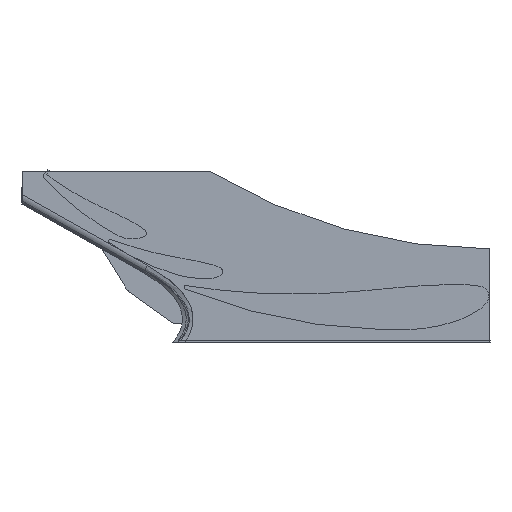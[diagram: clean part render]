
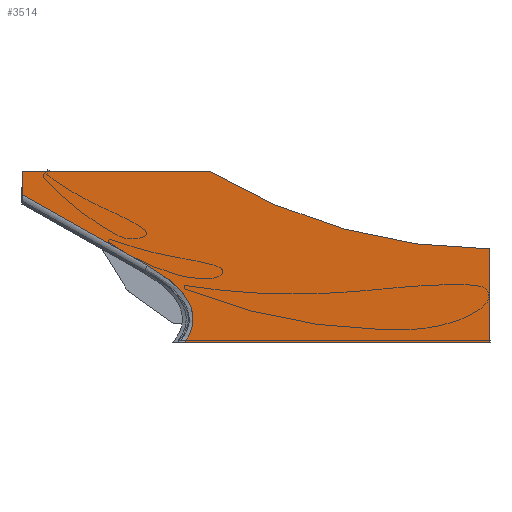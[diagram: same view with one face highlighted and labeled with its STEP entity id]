
A CAD part, front view. The second image highlights one B-rep face of the part: STEP entity #3514.
In plain terms, the highlighted face is planar.
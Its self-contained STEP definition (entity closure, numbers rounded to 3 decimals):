
#67=B_SPLINE_CURVE_WITH_KNOTS('',3,(#6545,#6546,#6547,#6548,#6549,#6550,
#6551,#6552,#6553,#6554,#6555,#6556,#6557),.UNSPECIFIED.,.F.,.F.,(4,1,1,
1,1,1,1,1,1,1,4),(-11.898,-10.318,-8.739,
-7.159,-5.579,-4.789,-3.999,
-3.209,-2.419,-1.629,-1.327),
 .UNSPECIFIED.);
#445=LINE('',#6302,#716);
#463=LINE('',#6578,#734);
#465=LINE('',#6582,#736);
#469=LINE('',#6594,#740);
#470=LINE('',#6596,#741);
#716=VECTOR('',#5071,10.);
#734=VECTOR('',#5111,10.);
#736=VECTOR('',#5115,10.);
#740=VECTOR('',#5123,10.);
#741=VECTOR('',#5126,10.);
#1034=FACE_OUTER_BOUND('',#1223,.T.);
#1223=EDGE_LOOP('',(#3242,#3243,#3244,#3245,#3246,#3247,#3248));
#1427=CIRCLE('',#4033,583.669);
#1726=VERTEX_POINT('',#6295);
#1727=VERTEX_POINT('',#6297);
#1728=VERTEX_POINT('',#6301);
#1745=VERTEX_POINT('',#6536);
#1747=VERTEX_POINT('',#6544);
#1750=VERTEX_POINT('',#6575);
#1751=VERTEX_POINT('',#6581);
#2210=EDGE_CURVE('',#1726,#1727,#1427,.T.);
#2212=EDGE_CURVE('',#1727,#1728,#445,.T.);
#2238=EDGE_CURVE('',#1747,#1745,#67,.T.);
#2243=EDGE_CURVE('',#1750,#1747,#463,.T.);
#2245=EDGE_CURVE('',#1750,#1751,#465,.T.);
#2249=EDGE_CURVE('',#1728,#1745,#469,.T.);
#2250=EDGE_CURVE('',#1751,#1726,#470,.T.);
#3242=ORIENTED_EDGE('',*,*,#2210,.F.);
#3243=ORIENTED_EDGE('',*,*,#2250,.F.);
#3244=ORIENTED_EDGE('',*,*,#2245,.F.);
#3245=ORIENTED_EDGE('',*,*,#2243,.T.);
#3246=ORIENTED_EDGE('',*,*,#2238,.T.);
#3247=ORIENTED_EDGE('',*,*,#2249,.F.);
#3248=ORIENTED_EDGE('',*,*,#2212,.F.);
#3325=PLANE('',#4050);
#3514=ADVANCED_FACE('',(#1034),#3325,.F.);
#4033=AXIS2_PLACEMENT_3D('',#6298,#5066,#5067);
#4050=AXIS2_PLACEMENT_3D('',#6597,#5127,#5128);
#5066=DIRECTION('center_axis',(0.,1.,0.));
#5067=DIRECTION('ref_axis',(0.,0.,1.));
#5071=DIRECTION('',(0.,0.,1.));
#5111=DIRECTION('',(0.871,0.,0.491));
#5115=DIRECTION('',(0.,0.,-1.));
#5123=DIRECTION('',(-1.,0.,0.));
#5126=DIRECTION('',(1.,0.,0.));
#5127=DIRECTION('center_axis',(0.,-1.,0.));
#5128=DIRECTION('ref_axis',(0.,0.,-1.));
#6295=CARTESIAN_POINT('',(-50.,2.5,-91.5));
#6297=CARTESIAN_POINT('',(250.,2.5,-8.5));
#6298=CARTESIAN_POINT('Origin',(250.,2.5,-592.169));
#6301=CARTESIAN_POINT('',(250.,2.5,91.5));
#6302=CARTESIAN_POINT('',(250.,2.5,91.5));
#6536=CARTESIAN_POINT('',(-76.224,2.5,91.5));
#6544=CARTESIAN_POINT('',(-116.054,2.5,9.083));
#6545=CARTESIAN_POINT('Ctrl Pts',(-116.054,2.5,9.083));
#6546=CARTESIAN_POINT('Ctrl Pts',(-111.466,2.5,11.668));
#6547=CARTESIAN_POINT('Ctrl Pts',(-102.477,2.5,17.137));
#6548=CARTESIAN_POINT('Ctrl Pts',(-89.778,2.5,26.584));
#6549=CARTESIAN_POINT('Ctrl Pts',(-78.452,2.5,37.675));
#6550=CARTESIAN_POINT('Ctrl Pts',(-71.167,2.5,48.788));
#6551=CARTESIAN_POINT('Ctrl Pts',(-67.859,2.5,58.858));
#6552=CARTESIAN_POINT('Ctrl Pts',(-67.022,2.5,66.759));
#6553=CARTESIAN_POINT('Ctrl Pts',(-67.976,2.5,74.652));
#6554=CARTESIAN_POINT('Ctrl Pts',(-70.545,2.5,82.16));
#6555=CARTESIAN_POINT('Ctrl Pts',(-73.583,2.5,87.673));
#6556=CARTESIAN_POINT('Ctrl Pts',(-75.636,2.5,90.681));
#6557=CARTESIAN_POINT('Ctrl Pts',(-76.224,2.5,91.5));
#6575=CARTESIAN_POINT('',(-250.,2.5,-66.385));
#6578=CARTESIAN_POINT('',(31.886,2.5,92.436));
#6581=CARTESIAN_POINT('',(-250.,2.5,-91.5));
#6582=CARTESIAN_POINT('',(-250.,2.5,-91.5));
#6594=CARTESIAN_POINT('',(-250.,2.5,91.5));
#6596=CARTESIAN_POINT('',(250.,2.5,-91.5));
#6597=CARTESIAN_POINT('Origin',(0.,2.5,0.));
